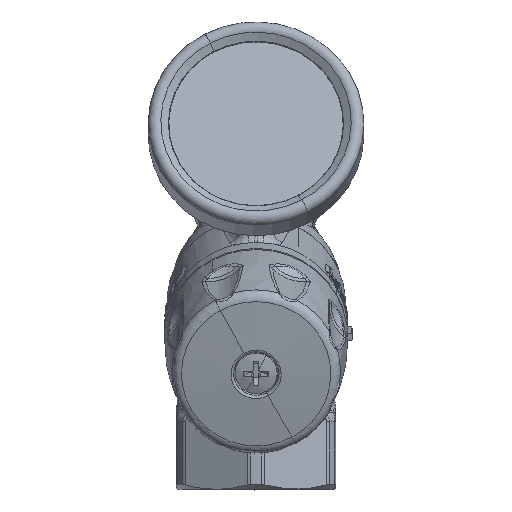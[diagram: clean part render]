
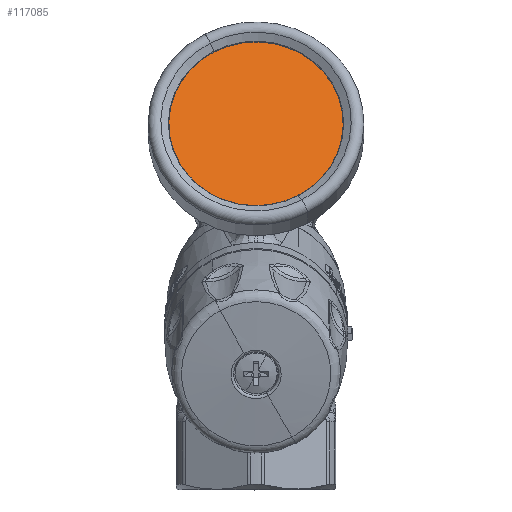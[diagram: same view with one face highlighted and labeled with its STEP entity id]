
A CAD part, top view. The second image highlights one B-rep face of the part: STEP entity #117085.
In plain terms, the highlighted planar face has unit normal (0, 0.342, 0.94).
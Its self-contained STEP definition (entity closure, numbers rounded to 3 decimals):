
#117011=CARTESIAN_POINT('Axis2P3D Location',(0.,35.178,95.328)) ;
#117021=CARTESIAN_POINT('Control Point',(-8.054,30.474,97.04)) ;
#117022=CARTESIAN_POINT('Control Point',(-9.469,29.747,97.305)) ;
#117023=CARTESIAN_POINT('Control Point',(-10.791,28.862,97.627)) ;
#117024=CARTESIAN_POINT('Control Point',(-11.993,27.831,98.002)) ;
#117025=CARTESIAN_POINT('Control Point',(-14.111,25.517,98.844)) ;
#117026=CARTESIAN_POINT('Control Point',(-15.586,22.798,99.834)) ;
#117027=CARTESIAN_POINT('Control Point',(-16.147,21.362,100.357)) ;
#117028=CARTESIAN_POINT('Control Point',(-16.889,18.39,101.439)) ;
#117029=CARTESIAN_POINT('Control Point',(-16.862,15.337,102.55)) ;
#117030=CARTESIAN_POINT('Control Point',(-16.652,13.82,103.102)) ;
#117031=CARTESIAN_POINT('Control Point',(-15.851,10.862,104.179)) ;
#117032=CARTESIAN_POINT('Control Point',(-14.327,8.166,105.16)) ;
#117033=CARTESIAN_POINT('Control Point',(-13.395,6.911,105.617)) ;
#117034=CARTESIAN_POINT('Control Point',(-11.231,4.635,106.445)) ;
#117035=CARTESIAN_POINT('Control Point',(-8.554,2.905,107.075)) ;
#117036=CARTESIAN_POINT('Control Point',(-7.112,2.196,107.333)) ;
#117037=CARTESIAN_POINT('Control Point',(-4.073,1.116,107.726)) ;
#117038=CARTESIAN_POINT('Control Point',(-0.849,0.743,107.862)) ;
#117039=CARTESIAN_POINT('Control Point',(0.779,0.74,107.863)) ;
#117040=CARTESIAN_POINT('Control Point',(3.273,1.019,107.761)) ;
#117041=CARTESIAN_POINT('Control Point',(5.657,1.72,107.506)) ;
#117042=CARTESIAN_POINT('Control Point',(6.481,2.019,107.397)) ;
#117043=CARTESIAN_POINT('Control Point',(7.282,2.368,107.27)) ;
#117044=CARTESIAN_POINT('Control Point',(8.054,2.765,107.126)) ;
#117045=CARTESIAN_POINT('Vertex',(-8.054,30.474,97.04)) ;
#117047=CARTESIAN_POINT('Vertex',(8.054,2.765,107.126)) ;
#117051=CARTESIAN_POINT('Control Point',(8.054,2.765,107.126)) ;
#117052=CARTESIAN_POINT('Control Point',(9.469,3.491,106.861)) ;
#117053=CARTESIAN_POINT('Control Point',(10.791,4.377,106.539)) ;
#117054=CARTESIAN_POINT('Control Point',(11.993,5.408,106.164)) ;
#117055=CARTESIAN_POINT('Control Point',(14.111,7.722,105.322)) ;
#117056=CARTESIAN_POINT('Control Point',(15.586,10.44,104.332)) ;
#117057=CARTESIAN_POINT('Control Point',(16.147,11.877,103.809)) ;
#117058=CARTESIAN_POINT('Control Point',(16.889,14.849,102.727)) ;
#117059=CARTESIAN_POINT('Control Point',(16.862,17.901,101.616)) ;
#117060=CARTESIAN_POINT('Control Point',(16.652,19.419,101.064)) ;
#117061=CARTESIAN_POINT('Control Point',(15.851,22.377,99.988)) ;
#117062=CARTESIAN_POINT('Control Point',(14.327,25.073,99.006)) ;
#117063=CARTESIAN_POINT('Control Point',(13.395,26.328,98.549)) ;
#117064=CARTESIAN_POINT('Control Point',(11.231,28.604,97.721)) ;
#117065=CARTESIAN_POINT('Control Point',(8.554,30.334,97.091)) ;
#117066=CARTESIAN_POINT('Control Point',(7.112,31.043,96.833)) ;
#117067=CARTESIAN_POINT('Control Point',(4.073,32.123,96.44)) ;
#117068=CARTESIAN_POINT('Control Point',(0.849,32.496,96.304)) ;
#117069=CARTESIAN_POINT('Control Point',(-0.779,32.499,96.303)) ;
#117070=CARTESIAN_POINT('Control Point',(-3.273,32.22,96.405)) ;
#117071=CARTESIAN_POINT('Control Point',(-5.657,31.519,96.66)) ;
#117072=CARTESIAN_POINT('Control Point',(-6.481,31.219,96.769)) ;
#117073=CARTESIAN_POINT('Control Point',(-7.282,30.87,96.896)) ;
#117074=CARTESIAN_POINT('Control Point',(-8.054,30.474,97.04)) ;
#117012=DIRECTION('Axis2P3D Direction',(0.,0.342,0.94)) ;
#117013=DIRECTION('Axis2P3D XDirection',(0.,0.94,-0.342)) ;
#117014=AXIS2_PLACEMENT_3D('Plane Axis2P3D',#117011,#117012,#117013) ;
#117082=ORIENTED_EDGE('',*,*,#117075,.T.) ;
#117083=ORIENTED_EDGE('',*,*,#117049,.T.) ;
#117085=ADVANCED_FACE('Body.17',(#117084),#117015,.T.) ;
#117020=B_SPLINE_CURVE_WITH_KNOTS('',5,(#117021,#117022,#117023,#117024,#117025,#117026,#117027,#117028,#117029,#117030,#117031,#117032,#117033,#117034,#117035,#117036,#117037,#117038,#117039,#117040,#117041,#117042,#117043,#117044),.UNSPECIFIED.,.F.,.U.,(6,3,3,3,3,3,3,6),(0.,11.398,22.801,34.204,45.607,57.01,68.413,74.64),.UNSPECIFIED.) ;
#117050=B_SPLINE_CURVE_WITH_KNOTS('',5,(#117051,#117052,#117053,#117054,#117055,#117056,#117057,#117058,#117059,#117060,#117061,#117062,#117063,#117064,#117065,#117066,#117067,#117068,#117069,#117070,#117071,#117072,#117073,#117074),.UNSPECIFIED.,.F.,.U.,(6,3,3,3,3,3,3,6),(0.,11.398,22.801,34.204,45.607,57.01,68.413,74.64),.UNSPECIFIED.) ;
#117049=EDGE_CURVE('',#117046,#117048,#117020,.T.) ;
#117075=EDGE_CURVE('',#117048,#117046,#117050,.T.) ;
#117081=EDGE_LOOP('',(#117082,#117083)) ;
#117084=FACE_OUTER_BOUND('',#117081,.T.) ;
#117015=PLANE('',#117014) ;
#117046=VERTEX_POINT('',#117045) ;
#117048=VERTEX_POINT('',#117047) ;
